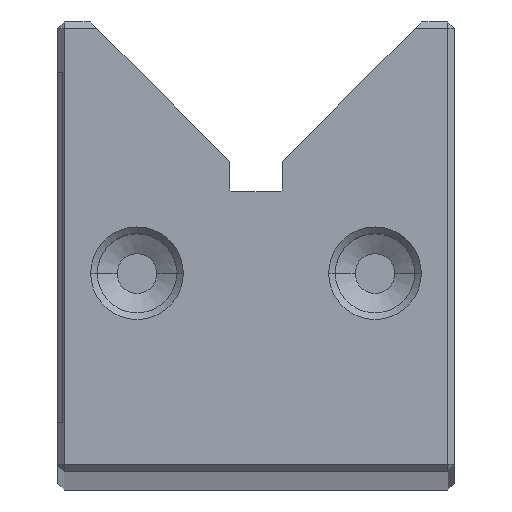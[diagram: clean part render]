
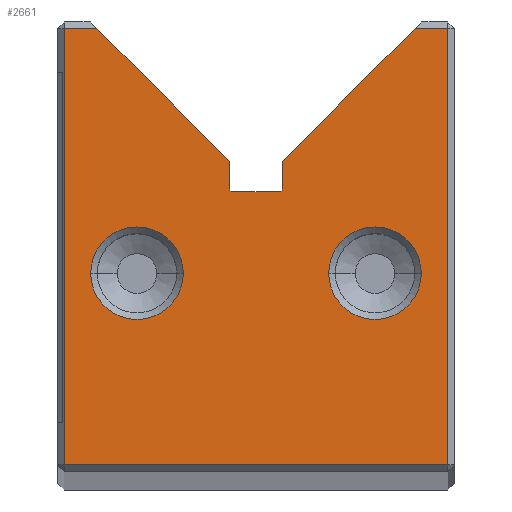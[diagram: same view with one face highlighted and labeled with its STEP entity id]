
A CAD part, top view. The second image highlights one B-rep face of the part: STEP entity #2661.
In plain terms, the highlighted planar face has unit normal (0, 0, 1).
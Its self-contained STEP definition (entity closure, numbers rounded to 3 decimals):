
#2661=ADVANCED_FACE('',(#3625,#3626,#3627),#3032,.F.);
#3032=PLANE('',#9684);
#3291=CIRCLE('',#9547,3.5);
#3293=CIRCLE('',#9550,3.5);
#3366=CIRCLE('',#9674,0.25);
#3367=CIRCLE('',#9677,0.25);
#3368=CIRCLE('',#9682,3.5);
#3369=CIRCLE('',#9683,3.5);
#3625=FACE_BOUND('',#3767,.T.);
#3626=FACE_BOUND('',#3768,.T.);
#3627=FACE_BOUND('',#3769,.T.);
#3767=EDGE_LOOP('',(#4679,#4680));
#3768=EDGE_LOOP('',(#4681,#4682));
#3769=EDGE_LOOP('',(#4683,#4684,#4685,#4686,#4687,#4688,#4689,#4690,#4691,
#4692,#4693,#4694));
#4679=ORIENTED_EDGE('',*,*,#7225,.T.);
#4680=ORIENTED_EDGE('',*,*,#7414,.T.);
#4681=ORIENTED_EDGE('',*,*,#7221,.T.);
#4682=ORIENTED_EDGE('',*,*,#7415,.T.);
#4683=ORIENTED_EDGE('',*,*,#7416,.T.);
#4684=ORIENTED_EDGE('',*,*,#7417,.T.);
#4685=ORIENTED_EDGE('',*,*,#7409,.T.);
#4686=ORIENTED_EDGE('',*,*,#7405,.T.);
#4687=ORIENTED_EDGE('',*,*,#7403,.T.);
#4688=ORIENTED_EDGE('',*,*,#7401,.T.);
#4689=ORIENTED_EDGE('',*,*,#7399,.T.);
#4690=ORIENTED_EDGE('',*,*,#7397,.T.);
#4691=ORIENTED_EDGE('',*,*,#7395,.T.);
#4692=ORIENTED_EDGE('',*,*,#7418,.T.);
#4693=ORIENTED_EDGE('',*,*,#7419,.T.);
#4694=ORIENTED_EDGE('',*,*,#7420,.T.);
#6533=VERTEX_POINT('',#12446);
#6534=VERTEX_POINT('',#12448);
#6537=VERTEX_POINT('',#12455);
#6538=VERTEX_POINT('',#12457);
#6651=VERTEX_POINT('',#12788);
#6652=VERTEX_POINT('',#12790);
#6653=VERTEX_POINT('',#12794);
#6654=VERTEX_POINT('',#12798);
#6655=VERTEX_POINT('',#12802);
#6656=VERTEX_POINT('',#12806);
#6657=VERTEX_POINT('',#12810);
#6660=VERTEX_POINT('',#12818);
#6663=VERTEX_POINT('',#12830);
#6664=VERTEX_POINT('',#12831);
#6665=VERTEX_POINT('',#12834);
#6666=VERTEX_POINT('',#12836);
#7221=EDGE_CURVE('',#6534,#6533,#3291,.T.);
#7225=EDGE_CURVE('',#6538,#6537,#3293,.T.);
#7395=EDGE_CURVE('',#6652,#6651,#8281,.T.);
#7397=EDGE_CURVE('',#6653,#6652,#8283,.T.);
#7399=EDGE_CURVE('',#6654,#6653,#3366,.T.);
#7401=EDGE_CURVE('',#6655,#6654,#8286,.T.);
#7403=EDGE_CURVE('',#6656,#6655,#3367,.T.);
#7405=EDGE_CURVE('',#6657,#6656,#8289,.T.);
#7409=EDGE_CURVE('',#6660,#6657,#8293,.T.);
#7414=EDGE_CURVE('',#6537,#6538,#3368,.T.);
#7415=EDGE_CURVE('',#6533,#6534,#3369,.T.);
#7416=EDGE_CURVE('',#6663,#6664,#8298,.T.);
#7417=EDGE_CURVE('',#6664,#6660,#8299,.T.);
#7418=EDGE_CURVE('',#6651,#6665,#8300,.T.);
#7419=EDGE_CURVE('',#6665,#6666,#8301,.T.);
#7420=EDGE_CURVE('',#6666,#6663,#8302,.T.);
#8281=LINE('',#12789,#9031);
#8283=LINE('',#12793,#9033);
#8286=LINE('',#12801,#9036);
#8289=LINE('',#12809,#9039);
#8293=LINE('',#12817,#9043);
#8298=LINE('',#12829,#9048);
#8299=LINE('',#12832,#9049);
#8300=LINE('',#12833,#9050);
#8301=LINE('',#12835,#9051);
#8302=LINE('',#12837,#9052);
#9031=VECTOR('',#10565,1.);
#9033=VECTOR('',#10569,1.);
#9036=VECTOR('',#10578,1.);
#9039=VECTOR('',#10587,1.);
#9043=VECTOR('',#10593,1.);
#9048=VECTOR('',#10606,1.);
#9049=VECTOR('',#10607,1.);
#9050=VECTOR('',#10608,1.);
#9051=VECTOR('',#10609,1.);
#9052=VECTOR('',#10610,1.);
#9547=AXIS2_PLACEMENT_3D('',#12447,#10216,#10217);
#9550=AXIS2_PLACEMENT_3D('',#12456,#10224,#10225);
#9674=AXIS2_PLACEMENT_3D('',#12797,#10573,#10574);
#9677=AXIS2_PLACEMENT_3D('',#12805,#10582,#10583);
#9682=AXIS2_PLACEMENT_3D('',#12827,#10602,#10603);
#9683=AXIS2_PLACEMENT_3D('',#12828,#10604,#10605);
#9684=AXIS2_PLACEMENT_3D('',#12838,#10611,#10612);
#10216=DIRECTION('',(0.,0.,-1.));
#10217=DIRECTION('',(-1.,0.,0.));
#10224=DIRECTION('',(0.,0.,-1.));
#10225=DIRECTION('',(-1.,0.,0.));
#10565=DIRECTION('',(-0.707,0.707,0.));
#10569=DIRECTION('',(0.,1.,0.));
#10573=DIRECTION('',(0.,0.,-1.));
#10574=DIRECTION('',(1.,0.,0.));
#10578=DIRECTION('',(-1.,0.,0.));
#10582=DIRECTION('',(0.,0.,-1.));
#10583=DIRECTION('',(-1.,0.,0.));
#10587=DIRECTION('',(0.,-1.,0.));
#10593=DIRECTION('',(-0.707,-0.707,0.));
#10602=DIRECTION('',(0.,0.,-1.));
#10603=DIRECTION('',(-1.,0.,0.));
#10604=DIRECTION('',(0.,0.,-1.));
#10605=DIRECTION('',(-1.,0.,0.));
#10606=DIRECTION('',(0.,1.,0.));
#10607=DIRECTION('',(-1.,0.,0.));
#10608=DIRECTION('',(-1.,0.,0.));
#10609=DIRECTION('',(0.,-1.,0.));
#10610=DIRECTION('',(1.,0.,0.));
#10611=DIRECTION('',(0.,0.,-1.));
#10612=DIRECTION('',(-1.,0.,0.));
#12446=CARTESIAN_POINT('',(-12.5,15.,0.));
#12447=CARTESIAN_POINT('',(-9.,15.,0.));
#12448=CARTESIAN_POINT('',(-5.5,15.,0.));
#12455=CARTESIAN_POINT('',(5.5,15.,0.));
#12456=CARTESIAN_POINT('',(9.,15.,0.));
#12457=CARTESIAN_POINT('',(12.5,15.,0.));
#12788=CARTESIAN_POINT('',(-12.036,33.5,0.));
#12789=CARTESIAN_POINT('',(-12.536,34.,0.));
#12790=CARTESIAN_POINT('',(-2.,23.464,0.));
#12793=CARTESIAN_POINT('',(-2.,23.464,0.));
#12794=CARTESIAN_POINT('',(-2.,21.414,0.));
#12797=CARTESIAN_POINT('',(-1.75,21.414,0.));
#12798=CARTESIAN_POINT('',(-1.75,21.164,0.));
#12801=CARTESIAN_POINT('',(1.75,21.164,0.));
#12802=CARTESIAN_POINT('',(1.75,21.164,0.));
#12805=CARTESIAN_POINT('',(1.75,21.414,0.));
#12806=CARTESIAN_POINT('',(2.,21.414,0.));
#12809=CARTESIAN_POINT('',(2.,23.464,0.));
#12810=CARTESIAN_POINT('',(2.,23.464,0.));
#12817=CARTESIAN_POINT('',(12.536,34.,0.));
#12818=CARTESIAN_POINT('',(12.036,33.5,0.));
#12827=CARTESIAN_POINT('',(9.,15.,0.));
#12828=CARTESIAN_POINT('',(-9.,15.,0.));
#12829=CARTESIAN_POINT('',(14.5,34.,0.));
#12830=CARTESIAN_POINT('',(14.5,0.5,0.));
#12831=CARTESIAN_POINT('',(14.5,33.5,0.));
#12832=CARTESIAN_POINT('',(12.536,33.5,0.));
#12833=CARTESIAN_POINT('',(-15.,33.5,0.));
#12834=CARTESIAN_POINT('',(-14.5,33.5,0.));
#12835=CARTESIAN_POINT('',(-14.5,0.,0.));
#12836=CARTESIAN_POINT('',(-14.5,0.5,0.));
#12837=CARTESIAN_POINT('',(15.,0.5,0.));
#12838=CARTESIAN_POINT('',(1.75,21.414,0.));
